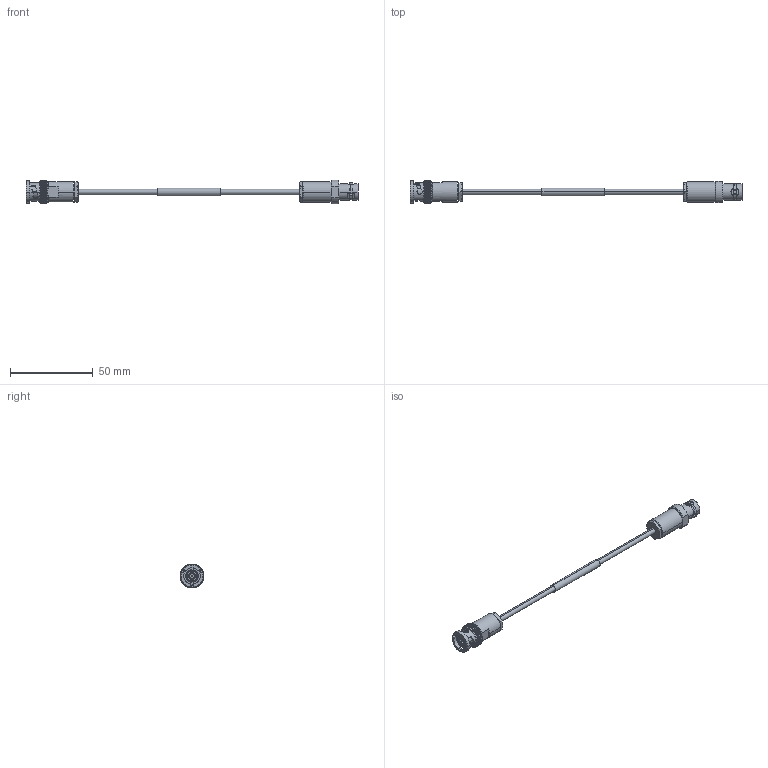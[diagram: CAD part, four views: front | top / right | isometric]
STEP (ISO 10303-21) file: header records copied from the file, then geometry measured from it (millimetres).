
FILE_DESCRIPTION (( 'STEP AP214' ), '1' );
FILE_NAME ('FM3MSA00438_3D.step', '2023-08-28T16:50:24', ( '' ), ( '' ), 'SwSTEP 2.0', 'SolidWorks 2022', '' );
FILE_SCHEMA (( 'AUTOMOTIVE_DESIGN' ));
Length unit declared in the file: inch
Products named in the file (11): 10-06575-XXX-MA2; FMCN10-06030-206; M17-176-00002_6"; FMCN10-06575-206; 10-06575-XXX-MA3; 10-06575-XXX-MA1; FM3MSA00438_3D; Copy of 10-06030-XXX-MA3^FMCN10-06030-206; Copy of 10-06030-XXX-MA1^FMCN10-06030-206; Copy of 10-06030-XXX-MA2^FMCN10-06030-206; 1AW01-003_.182 ID x 1.5" long
Assembly tree (10 placements, depth 3):
  FM3MSA00438_3D
    M17-176-00002_6"
    FMCN10-06030-206
      Copy of 10-06030-XXX-MA1^FMCN10-06030-206
      Copy of 10-06030-XXX-MA2^FMCN10-06030-206
      Copy of 10-06030-XXX-MA3^FMCN10-06030-206
    FMCN10-06575-206
      10-06575-XXX-MA1
      10-06575-XXX-MA2
      10-06575-XXX-MA3
    1AW01-003_.182 ID x 1.5" long
Bounding box: 200.88 x 14.49 x 14.49 mm (x, y, z)
Volume: 7578.9 mm3; surface area: 9455.7 mm2
Topology: 8 solids, 8 shells, 837 faces, 2325 edges, 1522 vertices
Faces by surface type: cylinder 426, torus 202, plane 120, cone 74, bspline 15
Entity records: 31272 total; most frequent: CARTESIAN_POINT 9364, ORIENTED_EDGE 4642, DIRECTION 4428, EDGE_CURVE 2321, AXIS2_PLACEMENT_3D 1895, VERTEX_POINT 1522, CIRCLE 1058, EDGE_LOOP 877
